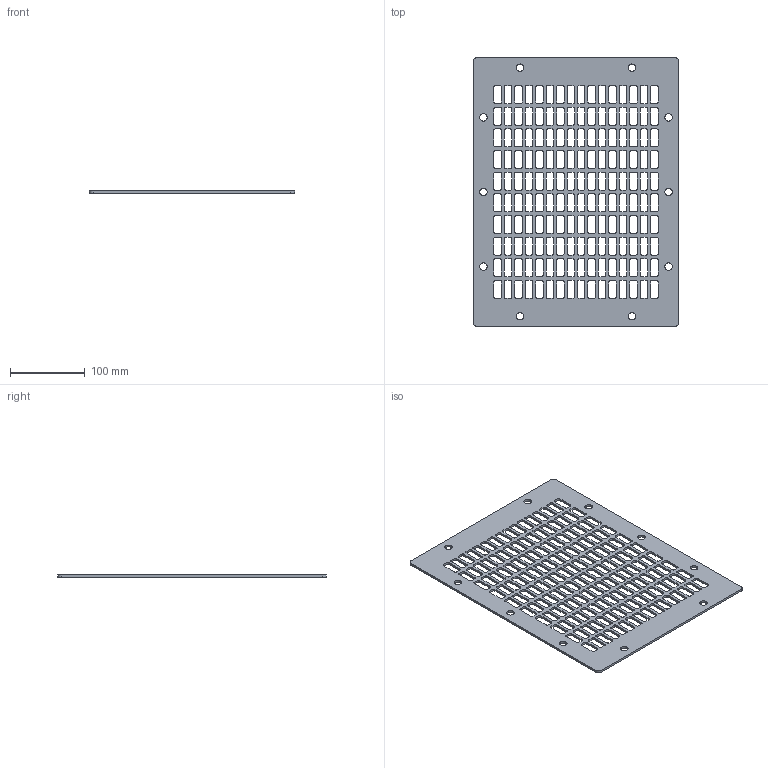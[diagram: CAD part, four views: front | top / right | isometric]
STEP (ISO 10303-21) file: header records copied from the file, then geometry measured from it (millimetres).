
FILE_DESCRIPTION (( 'STEP AP203' ), '1' );
FILE_NAME ('5RE7520_Outlet Guard AL 315.STEP', '2022-03-02T14:52:06', ( '' ), ( '' ), 'SwSTEP 2.0', 'SolidWorks 2018', '' );
FILE_SCHEMA (( 'CONFIG_CONTROL_DESIGN' ));
Length unit declared in the file: millimetre
Products named in the file (1): 5RE7520_Outlet Guard AL 315
Bounding box: 275 x 360 x 3 mm (x, y, z)
Volume: 181027.6 mm3; surface area: 156403.6 mm2
Topology: 1 solids, 1 shells, 1310 faces, 3924 edges, 2616 vertices
Faces by surface type: cylinder 664, plane 646
Entity records: 45273 total; most frequent: DIRECTION 7874, CARTESIAN_POINT 7851, ORIENTED_EDGE 7848, EDGE_CURVE 3924, AXIS2_PLACEMENT_3D 2639, VERTEX_POINT 2616, LINE 2596, VECTOR 2596
